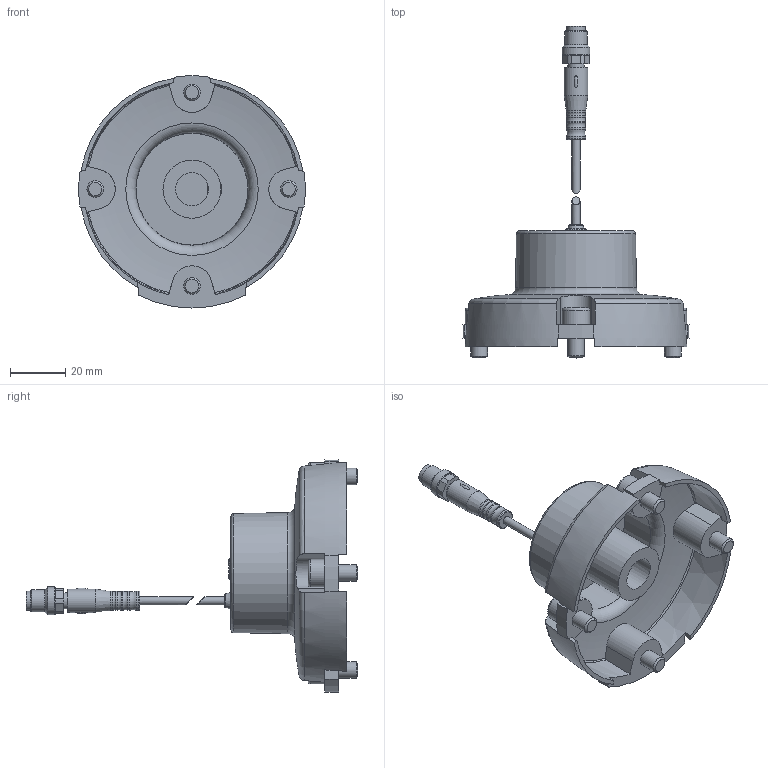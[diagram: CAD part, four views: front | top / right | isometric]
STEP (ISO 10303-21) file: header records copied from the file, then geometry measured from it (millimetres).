
FILE_DESCRIPTION(/* description */ ('STEP AP214'),/* implementation_level */ '2;1');
FILE_NAME(/* name */ '2393549_SRBS-Q12-32-E270-EP-1-S-M8',/* time_stamp */ '2024-09-10T13:19:17+02:00',/* author */ ('License CC BY-ND 4.0'),/* organization */ ('CADENAS'),/* preprocessor_version */ 'ST-DEVELOPER v19.3',/* originating_system */ 'PARTsolutions',/* authorisation */ ' ');
FILE_SCHEMA (('AUTOMOTIVE_DESIGN {1 0 10303 214 3 1 1}'));
Length unit declared in the file: millimetre
Products named in the file (4): 2393549 SRBS-Q12-32-E270-EP-1-S-M8; 2790689 SRBS-Q12-32; 2536523 SRBS-Q12-32; 3400130 SRBS-Q12-32-M8
Assembly tree (3 placements, depth 2):
  2393549 SRBS-Q12-32-E270-EP-1-S-M8
    2790689 SRBS-Q12-32
    2536523 SRBS-Q12-32
    3400130 SRBS-Q12-32-M8
Bounding box: 81.88 x 120 x 83.94 mm (x, y, z)
Volume: 37776.1 mm3; surface area: 30172.7 mm2
Topology: 3 solids, 3 shells, 220 faces, 525 edges, 337 vertices
Faces by surface type: plane 118, cylinder 47, torus 34, cone 17, sphere 4
Full cylindrical faces by diameter (mm): 1 x4, 2 x2, 2.9 x2, 5.775 x1, 5.9 x1, 6 x4, 6.9 x1, 7 x5, 8 x1, 8.5 x1, 10 x5, 12 x1, 21 x1
Entity records: 7522 total; most frequent: CARTESIAN_POINT 1324, DIRECTION 970, ORIENTED_EDGE 878, EDGE_CURVE 439, AXIS2_PLACEMENT_3D 392, VERTEX_POINT 317, EDGE_LOOP 312, FACE_BOUND 312
